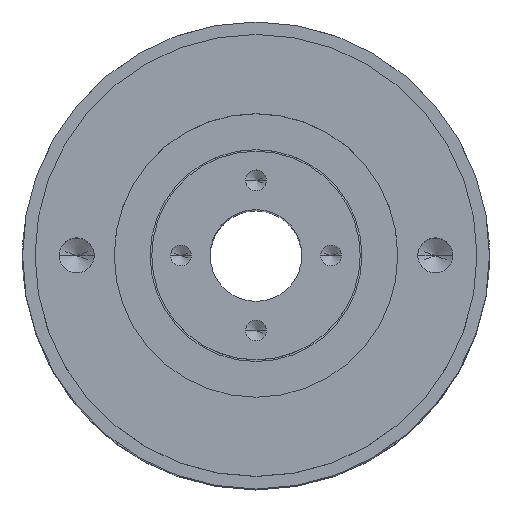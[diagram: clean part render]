
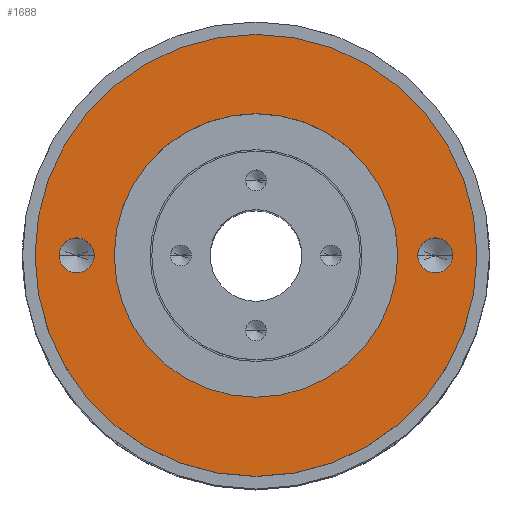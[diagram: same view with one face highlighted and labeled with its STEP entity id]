
A CAD part, top view. The second image highlights one B-rep face of the part: STEP entity #1688.
In plain terms, the highlighted planar face has unit normal (0, 0, 1).
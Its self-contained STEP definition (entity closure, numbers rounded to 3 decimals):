
#21 = VERTEX_POINT ( 'NONE', #3340 ) ;
#31 = CIRCLE ( 'NONE', #2601, 26.5 ) ;
#67 = DIRECTION ( 'NONE',  ( 0., 0., 1. ) ) ;
#93 = ORIENTED_EDGE ( 'NONE', *, *, #1180, .F. ) ;
#153 = DIRECTION ( 'NONE',  ( 1., 0., 0. ) ) ;
#191 = ORIENTED_EDGE ( 'NONE', *, *, #2290, .F. ) ;
#299 = CARTESIAN_POINT ( 'NONE',  ( 23.6, 0., 95.5 ) ) ;
#316 = ORIENTED_EDGE ( 'NONE', *, *, #3360, .F. ) ;
#363 = DIRECTION ( 'NONE',  ( 0., 0., 1. ) ) ;
#394 = CARTESIAN_POINT ( 'NONE',  ( -21.5, 0., 95.5 ) ) ;
#440 = ORIENTED_EDGE ( 'NONE', *, *, #2777, .F. ) ;
#546 = VERTEX_POINT ( 'NONE', #2512 ) ;
#570 = AXIS2_PLACEMENT_3D ( 'NONE', #2876, #1380, #3134 ) ;
#576 = FACE_OUTER_BOUND ( 'NONE', #2606, .T. ) ;
#585 = ORIENTED_EDGE ( 'NONE', *, *, #2637, .F. ) ;
#604 = VERTEX_POINT ( 'NONE', #1251 ) ;
#608 = VERTEX_POINT ( 'NONE', #2023 ) ;
#656 = AXIS2_PLACEMENT_3D ( 'NONE', #2842, #1341, #3091 ) ;
#672 = EDGE_LOOP ( 'NONE', ( #585, #743 ) ) ;
#697 = DIRECTION ( 'NONE',  ( 1., 0., 0. ) ) ;
#743 = ORIENTED_EDGE ( 'NONE', *, *, #751, .F. ) ;
#751 = EDGE_CURVE ( 'NONE', #604, #3095, #3007, .T. ) ;
#814 = EDGE_CURVE ( 'NONE', #608, #21, #2273, .T. ) ;
#833 = AXIS2_PLACEMENT_3D ( 'NONE', #394, #2247, #697 ) ;
#912 = DIRECTION ( 'NONE',  ( 0., 0., 1. ) ) ;
#1053 = DIRECTION ( 'NONE',  ( 0., 0., 1. ) ) ;
#1066 = ORIENTED_EDGE ( 'NONE', *, *, #2326, .T. ) ;
#1144 = AXIS2_PLACEMENT_3D ( 'NONE', #3201, #67, #1960 ) ;
#1147 = CARTESIAN_POINT ( 'NONE',  ( 21.5, 0., 95.5 ) ) ;
#1180 = EDGE_CURVE ( 'NONE', #1485, #2597, #3225, .T. ) ;
#1198 = PLANE ( 'NONE',  #1144 ) ;
#1251 = CARTESIAN_POINT ( 'NONE',  ( 19.4, 0., 95.5 ) ) ;
#1307 = AXIS2_PLACEMENT_3D ( 'NONE', #1147, #2909, #1418 ) ;
#1318 = FACE_BOUND ( 'NONE', #3389, .T. ) ;
#1341 = DIRECTION ( 'NONE',  ( 0., 0., 1. ) ) ;
#1356 = ORIENTED_EDGE ( 'NONE', *, *, #814, .T. ) ;
#1380 = DIRECTION ( 'NONE',  ( 0., 0., 1. ) ) ;
#1414 = AXIS2_PLACEMENT_3D ( 'NONE', #2456, #912, #2688 ) ;
#1418 = DIRECTION ( 'NONE',  ( 1., 0., 0. ) ) ;
#1485 = VERTEX_POINT ( 'NONE', #1899 ) ;
#1512 = CARTESIAN_POINT ( 'NONE',  ( -19.4, 0., 95.5 ) ) ;
#1609 = CARTESIAN_POINT ( 'NONE',  ( -17., 0., 95.5 ) ) ;
#1688 = ADVANCED_FACE ( 'NONE', ( #1318, #1981, #2716, #576 ), #1198, .T. ) ;
#1768 = DIRECTION ( 'NONE',  ( 0., 0., 1. ) ) ;
#1880 = CIRCLE ( 'NONE', #3252, 2.1 ) ;
#1899 = CARTESIAN_POINT ( 'NONE',  ( 17., 0., 95.5 ) ) ;
#1955 = CARTESIAN_POINT ( 'NONE',  ( 0., 0., 95.5 ) ) ;
#1960 = DIRECTION ( 'NONE',  ( 1., 0., 0. ) ) ;
#1981 = FACE_BOUND ( 'NONE', #2110, .T. ) ;
#2023 = CARTESIAN_POINT ( 'NONE',  ( 26.5, 0., 95.5 ) ) ;
#2110 = EDGE_LOOP ( 'NONE', ( #316, #440 ) ) ;
#2208 = DIRECTION ( 'NONE',  ( 1., 0., 0. ) ) ;
#2247 = DIRECTION ( 'NONE',  ( 0., 0., 1. ) ) ;
#2271 = CIRCLE ( 'NONE', #1307, 2.1 ) ;
#2273 = CIRCLE ( 'NONE', #656, 26.5 ) ;
#2275 = CIRCLE ( 'NONE', #1414, 17. ) ;
#2290 = EDGE_CURVE ( 'NONE', #2597, #1485, #2275, .T. ) ;
#2326 = EDGE_CURVE ( 'NONE', #21, #608, #31, .T. ) ;
#2379 = CIRCLE ( 'NONE', #833, 2.1 ) ;
#2428 = VERTEX_POINT ( 'NONE', #1512 ) ;
#2456 = CARTESIAN_POINT ( 'NONE',  ( 0., 0., 95.5 ) ) ;
#2512 = CARTESIAN_POINT ( 'NONE',  ( -23.6, 0., 95.5 ) ) ;
#2591 = CARTESIAN_POINT ( 'NONE',  ( 21.5, 0., 95.5 ) ) ;
#2597 = VERTEX_POINT ( 'NONE', #1609 ) ;
#2601 = AXIS2_PLACEMENT_3D ( 'NONE', #1955, #363, #2208 ) ;
#2606 = EDGE_LOOP ( 'NONE', ( #1066, #1356 ) ) ;
#2637 = EDGE_CURVE ( 'NONE', #3095, #604, #2271, .T. ) ;
#2688 = DIRECTION ( 'NONE',  ( 1., 0., 0. ) ) ;
#2716 = FACE_BOUND ( 'NONE', #672, .T. ) ;
#2777 = EDGE_CURVE ( 'NONE', #546, #2428, #2379, .T. ) ;
#2825 = DIRECTION ( 'NONE',  ( 1., 0., 0. ) ) ;
#2842 = CARTESIAN_POINT ( 'NONE',  ( 0., 0., 95.5 ) ) ;
#2876 = CARTESIAN_POINT ( 'NONE',  ( 0., 0., 95.5 ) ) ;
#2909 = DIRECTION ( 'NONE',  ( 0., 0., 1. ) ) ;
#2940 = AXIS2_PLACEMENT_3D ( 'NONE', #2591, #1053, #2825 ) ;
#3007 = CIRCLE ( 'NONE', #2940, 2.1 ) ;
#3091 = DIRECTION ( 'NONE',  ( 1., 0., 0. ) ) ;
#3095 = VERTEX_POINT ( 'NONE', #299 ) ;
#3134 = DIRECTION ( 'NONE',  ( 1., 0., 0. ) ) ;
#3201 = CARTESIAN_POINT ( 'NONE',  ( 0., 0., 95.5 ) ) ;
#3225 = CIRCLE ( 'NONE', #570, 17. ) ;
#3252 = AXIS2_PLACEMENT_3D ( 'NONE', #3268, #1768, #153 ) ;
#3268 = CARTESIAN_POINT ( 'NONE',  ( -21.5, 0., 95.5 ) ) ;
#3340 = CARTESIAN_POINT ( 'NONE',  ( -26.5, 0., 95.5 ) ) ;
#3360 = EDGE_CURVE ( 'NONE', #2428, #546, #1880, .T. ) ;
#3389 = EDGE_LOOP ( 'NONE', ( #93, #191 ) ) ;
